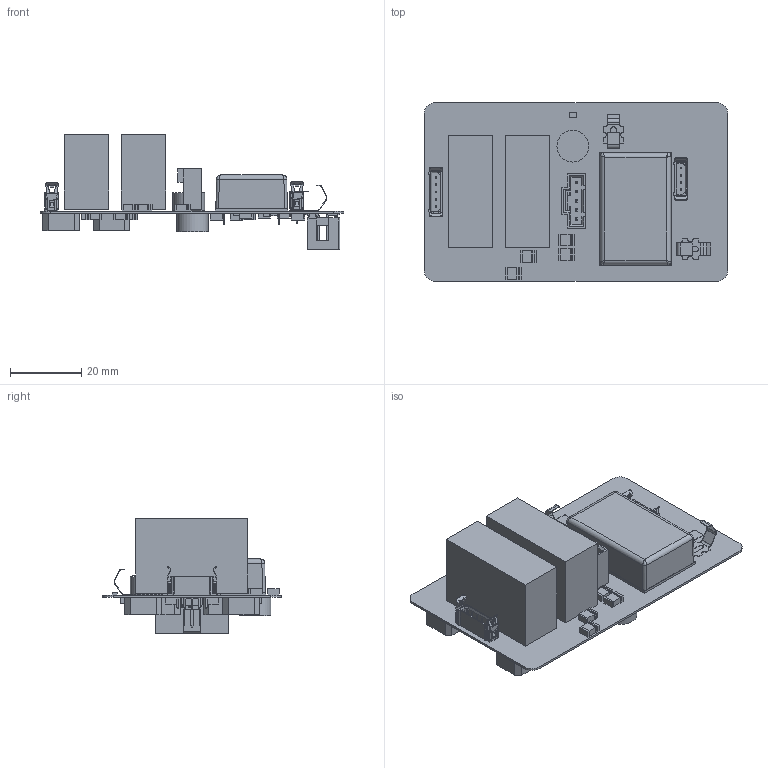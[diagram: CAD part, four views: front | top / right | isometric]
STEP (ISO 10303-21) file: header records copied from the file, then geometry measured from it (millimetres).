
FILE_DESCRIPTION(('Open CASCADE Model'),'2;1');
FILE_NAME('Open CASCADE Shape Model','2020-05-13T15:43:40',('Author'),( 'Open CASCADE'),'Open CASCADE STEP processor 6.8','Open CASCADE 6.8' ,'Unknown');
FILE_SCHEMA(('AUTOMOTIVE_DESIGN { 1 0 10303 214 1 1 1 1 }'));
Length unit declared in the file: millimetre
Products named in the file (119): PCB; Board; Open CASCADE STEP translator 6.8 2.1.1; Designator2; s1941-42; Designator1; PTP1; 6240157136; Extruded; PAB; 61201020621; 6120xx20621_PIN; L1; 6784569792; Cylinder; C14; 6537276256; 6537274496; 6537274976; 6537277696; C15; C28; 6784571472; RX10; 6537266336; PX4; m80-8820542_asm; M80-8790522_ASM; M80-1000598; M80-0200049; M80-001XXXX; PX3; m80-8820442_asm_RGB4408131; M80-8790422_ASM; M80-1000498; R20; 6601925520; R19; R18; 6537273216 ...
Assembly tree (215 placements, depth 5):
  PCB
    Board
      Open CASCADE STEP translator 6.8 2.1.1
    Designator2
      s1941-42
    Designator1
      s1941-42
    PTP1
      6240157136
        Extruded
    PAB
      61201020621
        6120xx20621_PIN  x10
        61201020621
    L1
      6784569792
        Cylinder
    C14
      6537276256  x2
        Extruded
      6537274496
        Extruded
      6537274976
        Extruded
      6537277696
        Extruded
    C15
      6537276256  x2
        Extruded
      6537274496
        Extruded
      6537274976
        Extruded
      6537277696
        Extruded
    C28
      6784571472
        Extruded
    RX10
      6537266336
        Extruded
    PX4
      m80-8820542_asm
        M80-8790522_ASM
          M80-1000598
          M80-0200049  x5
        M80-001XXXX  x2
    PX3
      m80-8820442_asm_RGB4408131
        M80-8790422_ASM
          M80-1000498
          M80-0200049  x4
        M80-001XXXX  x2
    R20
      6601925520
        Extruded
    R19
      6601925520
        Extruded
    R18
Bounding box: 85 x 50 x 32.31 mm (x, y, z)
Volume: 30028.8 mm3; surface area: 24243.2 mm2
Topology: 132 solids, 132 shells, 2173 faces, 5102 edges, 3206 vertices
Faces by surface type: plane 1665, cylinder 358, cone 110, bspline 40
Full cylindrical faces by diameter (mm): 0.85 x6, 8.89 x2
Entity records: 37622 total; most frequent: CARTESIAN_POINT 7004, DIRECTION 5667, ORIENTED_EDGE 5466, EDGE_CURVE 2733, LINE 2181, VECTOR 2181, AXIS2_PLACEMENT_3D 1743, VERTEX_POINT 1708
